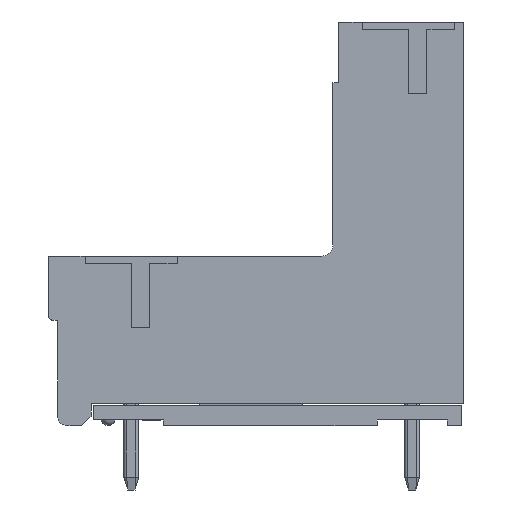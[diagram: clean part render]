
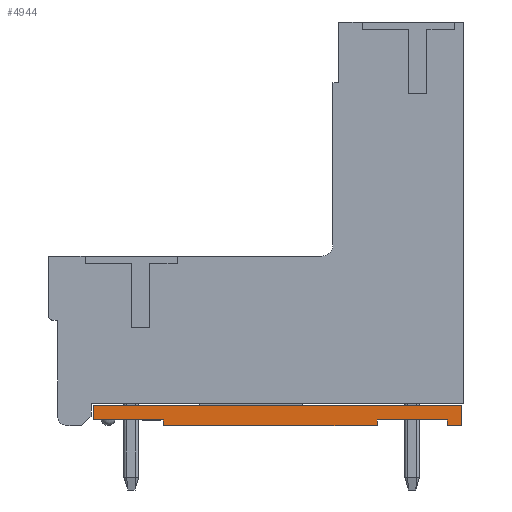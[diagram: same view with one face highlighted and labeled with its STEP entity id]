
A CAD part, left-side view. The second image highlights one B-rep face of the part: STEP entity #4944.
In plain terms, the highlighted planar face has unit normal (-1, 0, 0).
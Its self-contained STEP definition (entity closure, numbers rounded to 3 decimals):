
#3795=CARTESIAN_POINT('',(-19.612,15.84,-0.824));
#3796=VERTEX_POINT('',#3795);
#3803=CARTESIAN_POINT('',(-19.612,15.84,-0.092));
#3804=VERTEX_POINT('',#3803);
#3805=CARTESIAN_POINT('',(-19.612,15.84,-0.824));
#3806=DIRECTION('',(0.,0.,1.));
#3807=VECTOR('',#3806,0.732);
#3808=LINE('',#3805,#3807);
#3809=EDGE_CURVE('',#3796,#3804,#3808,.T.);
#4012=CARTESIAN_POINT('',(-19.612,-2.472,-0.092));
#4013=VERTEX_POINT('',#4012);
#4020=CARTESIAN_POINT('',(-19.612,-2.472,-1.099));
#4021=VERTEX_POINT('',#4020);
#4022=CARTESIAN_POINT('',(-19.612,-2.472,-0.092));
#4023=DIRECTION('',(0.,0.,-1.));
#4024=VECTOR('',#4023,1.007);
#4025=LINE('',#4022,#4024);
#4026=EDGE_CURVE('',#4013,#4021,#4025,.T.);
#4044=CARTESIAN_POINT('',(-19.612,-1.74,-1.099));
#4045=VERTEX_POINT('',#4044);
#4046=CARTESIAN_POINT('',(-19.612,-2.472,-1.099));
#4047=DIRECTION('',(0.,1.,0.));
#4048=VECTOR('',#4047,0.732);
#4049=LINE('',#4046,#4048);
#4050=EDGE_CURVE('',#4021,#4045,#4049,.T.);
#4068=CARTESIAN_POINT('',(-19.612,-1.74,-0.824));
#4069=VERTEX_POINT('',#4068);
#4070=CARTESIAN_POINT('',(-19.612,-1.74,-1.099));
#4071=DIRECTION('',(0.,0.,1.));
#4072=VECTOR('',#4071,0.275);
#4073=LINE('',#4070,#4072);
#4074=EDGE_CURVE('',#4045,#4069,#4073,.T.);
#4091=CARTESIAN_POINT('',(-19.612,1.74,-0.824));
#4092=VERTEX_POINT('',#4091);
#4099=CARTESIAN_POINT('',(-19.612,1.74,-1.099));
#4100=VERTEX_POINT('',#4099);
#4101=CARTESIAN_POINT('',(-19.612,1.74,-0.824));
#4102=DIRECTION('',(0.,0.,-1.));
#4103=VECTOR('',#4102,0.275);
#4104=LINE('',#4101,#4103);
#4105=EDGE_CURVE('',#4092,#4100,#4104,.T.);
#4123=CARTESIAN_POINT('',(-19.612,12.361,-1.099));
#4124=VERTEX_POINT('',#4123);
#4125=CARTESIAN_POINT('',(-19.612,1.74,-1.099));
#4126=DIRECTION('',(0.,1.,0.));
#4127=VECTOR('',#4126,10.621);
#4128=LINE('',#4125,#4127);
#4129=EDGE_CURVE('',#4100,#4124,#4128,.T.);
#4147=CARTESIAN_POINT('',(-19.612,12.361,-0.824));
#4148=VERTEX_POINT('',#4147);
#4149=CARTESIAN_POINT('',(-19.612,12.361,-1.099));
#4150=DIRECTION('',(0.,0.,1.));
#4151=VECTOR('',#4150,0.275);
#4152=LINE('',#4149,#4151);
#4153=EDGE_CURVE('',#4124,#4148,#4152,.T.);
#4249=CARTESIAN_POINT('',(-19.612,-1.74,-0.824));
#4250=DIRECTION('',(0.,1.,0.));
#4251=VECTOR('',#4250,3.479);
#4252=LINE('',#4249,#4251);
#4253=EDGE_CURVE('',#4069,#4092,#4252,.T.);
#4395=CARTESIAN_POINT('',(-19.612,12.361,-0.824));
#4396=DIRECTION('',(0.,1.,0.));
#4397=VECTOR('',#4396,3.479);
#4398=LINE('',#4395,#4397);
#4399=EDGE_CURVE('',#4148,#3796,#4398,.T.);
#4922=CARTESIAN_POINT('',(-19.612,15.84,-1.099));
#4923=DIRECTION('',(0.,-1.,0.));
#4924=DIRECTION('',(-1.,0.,0.));
#4925=AXIS2_PLACEMENT_3D('',#4922,#4924,#4923);
#4926=PLANE('',#4925);
#4927=ORIENTED_EDGE('',*,*,#4153,.F.);
#4928=ORIENTED_EDGE('',*,*,#4129,.F.);
#4929=ORIENTED_EDGE('',*,*,#4105,.F.);
#4930=ORIENTED_EDGE('',*,*,#4253,.F.);
#4931=ORIENTED_EDGE('',*,*,#4074,.F.);
#4932=ORIENTED_EDGE('',*,*,#4050,.F.);
#4933=ORIENTED_EDGE('',*,*,#4026,.F.);
#4934=CARTESIAN_POINT('',(-19.612,-2.472,-0.092));
#4935=DIRECTION('',(0.,1.,0.));
#4936=VECTOR('',#4935,18.312);
#4937=LINE('',#4934,#4936);
#4938=EDGE_CURVE('',#4013,#3804,#4937,.T.);
#4939=ORIENTED_EDGE('',*,*,#4938,.T.);
#4940=ORIENTED_EDGE('',*,*,#3809,.F.);
#4941=ORIENTED_EDGE('',*,*,#4399,.F.);
#4942=EDGE_LOOP('',(#4927,#4928,#4929,#4930,#4931,#4932,#4933,#4939,#4940,#4941));
#4943=FACE_OUTER_BOUND('',#4942,.T.);
#4944=ADVANCED_FACE('',(#4943),#4926,.T.);
